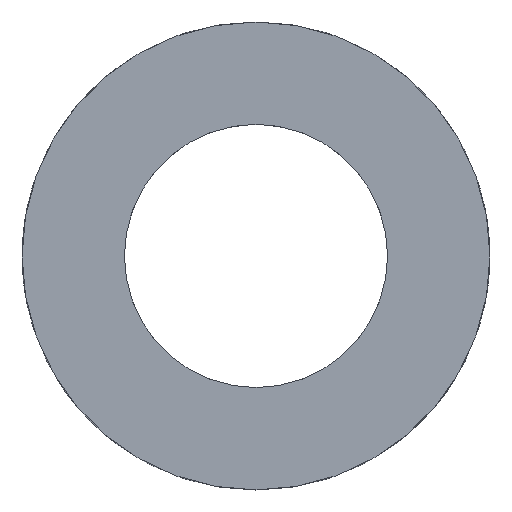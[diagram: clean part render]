
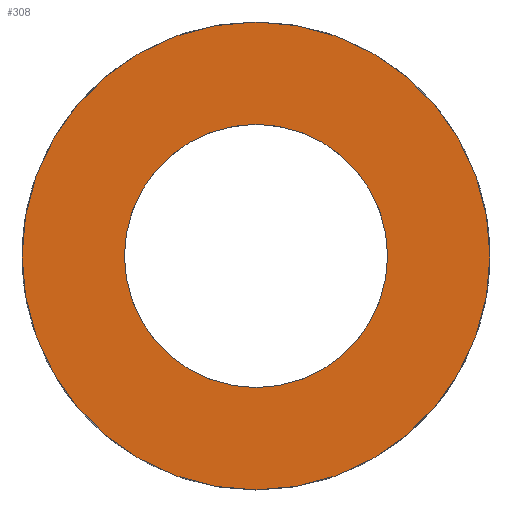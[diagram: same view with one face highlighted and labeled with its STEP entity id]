
A CAD part, top view. The second image highlights one B-rep face of the part: STEP entity #308.
In plain terms, the highlighted planar face has unit normal (0, 0, 1).
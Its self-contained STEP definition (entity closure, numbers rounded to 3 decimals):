
#7 = CARTESIAN_POINT ( 'NONE',  ( 0., 0., 11. ) ) ;
#18 = EDGE_CURVE ( 'NONE', #170, #730, #83, .T. ) ;
#40 = ORIENTED_EDGE ( 'NONE', *, *, #18, .T. ) ;
#66 = AXIS2_PLACEMENT_3D ( 'NONE', #7, #528, #232 ) ;
#83 = CIRCLE ( 'NONE', #648, 20. ) ;
#89 = CARTESIAN_POINT ( 'NONE',  ( 11.25, 0., 11. ) ) ;
#94 = CARTESIAN_POINT ( 'NONE',  ( 0., 0., 11. ) ) ;
#115 = DIRECTION ( 'NONE',  ( 0., 0., 1. ) ) ;
#121 = VERTEX_POINT ( 'NONE', #89 ) ;
#131 = EDGE_LOOP ( 'NONE', ( #421, #40 ) ) ;
#145 = EDGE_CURVE ( 'NONE', #572, #121, #589, .T. ) ;
#166 = PLANE ( 'NONE',  #301 ) ;
#170 = VERTEX_POINT ( 'NONE', #223 ) ;
#177 = EDGE_CURVE ( 'NONE', #121, #572, #533, .T. ) ;
#193 = AXIS2_PLACEMENT_3D ( 'NONE', #94, #381, #618 ) ;
#212 = EDGE_LOOP ( 'NONE', ( #389, #633 ) ) ;
#223 = CARTESIAN_POINT ( 'NONE',  ( 20., 0., 11. ) ) ;
#232 = DIRECTION ( 'NONE',  ( 1., 0., 0. ) ) ;
#234 = CARTESIAN_POINT ( 'NONE',  ( -11.25, 0., 11. ) ) ;
#258 = DIRECTION ( 'NONE',  ( 1., 0., 0. ) ) ;
#285 = CIRCLE ( 'NONE', #66, 20. ) ;
#301 = AXIS2_PLACEMENT_3D ( 'NONE', #395, #115, #338 ) ;
#308 = ADVANCED_FACE ( 'NONE', ( #507, #487 ), #166, .T. ) ;
#338 = DIRECTION ( 'NONE',  ( 1., 0., 0. ) ) ;
#381 = DIRECTION ( 'NONE',  ( 0., 0., 1. ) ) ;
#389 = ORIENTED_EDGE ( 'NONE', *, *, #145, .F. ) ;
#395 = CARTESIAN_POINT ( 'NONE',  ( 0., 0., 11. ) ) ;
#396 = CARTESIAN_POINT ( 'NONE',  ( 0., 0., 11. ) ) ;
#402 = CARTESIAN_POINT ( 'NONE',  ( 0., 0., 11. ) ) ;
#421 = ORIENTED_EDGE ( 'NONE', *, *, #612, .T. ) ;
#471 = AXIS2_PLACEMENT_3D ( 'NONE', #402, #726, #258 ) ;
#487 = FACE_BOUND ( 'NONE', #212, .T. ) ;
#504 = DIRECTION ( 'NONE',  ( 1., 0., 0. ) ) ;
#507 = FACE_OUTER_BOUND ( 'NONE', #131, .T. ) ;
#528 = DIRECTION ( 'NONE',  ( 0., 0., 1. ) ) ;
#533 = CIRCLE ( 'NONE', #193, 11.25 ) ;
#572 = VERTEX_POINT ( 'NONE', #234 ) ;
#577 = CARTESIAN_POINT ( 'NONE',  ( -20., 0., 11. ) ) ;
#589 = CIRCLE ( 'NONE', #471, 11.25 ) ;
#612 = EDGE_CURVE ( 'NONE', #730, #170, #285, .T. ) ;
#618 = DIRECTION ( 'NONE',  ( 1., 0., 0. ) ) ;
#633 = ORIENTED_EDGE ( 'NONE', *, *, #177, .F. ) ;
#648 = AXIS2_PLACEMENT_3D ( 'NONE', #396, #738, #504 ) ;
#726 = DIRECTION ( 'NONE',  ( 0., 0., 1. ) ) ;
#730 = VERTEX_POINT ( 'NONE', #577 ) ;
#738 = DIRECTION ( 'NONE',  ( 0., 0., 1. ) ) ;
